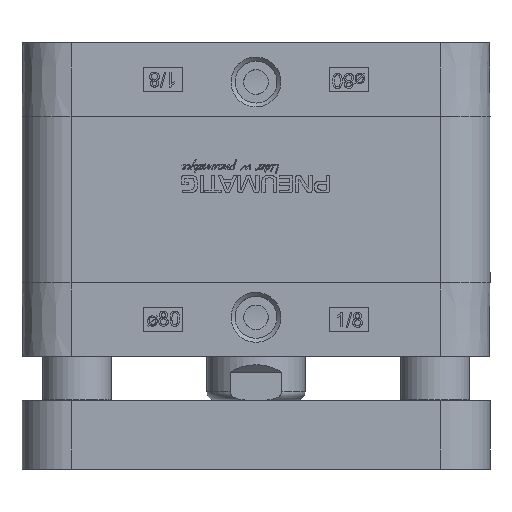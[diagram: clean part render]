
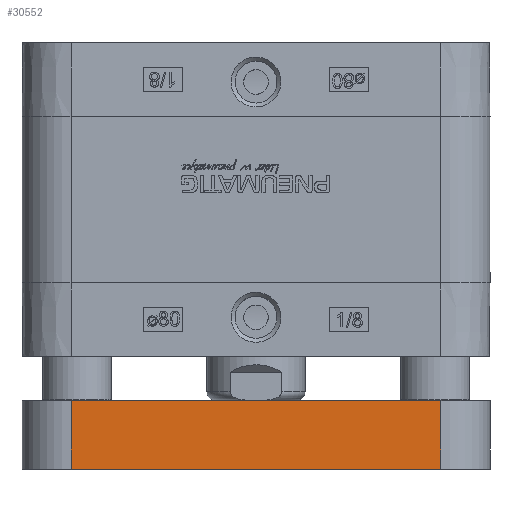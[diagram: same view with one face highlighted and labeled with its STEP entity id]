
A CAD part, left-side view. The second image highlights one B-rep face of the part: STEP entity #30552.
In plain terms, the highlighted planar face has unit normal (-1, 0, 0).
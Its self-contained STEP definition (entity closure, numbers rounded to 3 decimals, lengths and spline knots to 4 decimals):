
#1336=LINE($,#54819,#3663);
#1337=LINE($,#54822,#3664);
#1338=LINE($,#54824,#3665);
#1339=LINE($,#54825,#3666);
#3663=VECTOR($,#35146,1.4);
#3664=VECTOR($,#35149,7.55);
#3665=VECTOR($,#35150,7.55);
#3666=VECTOR($,#35151,1.4);
#7339=PLANE($,#31820);
#9212=FACE_OUTER_BOUND($,#11011,.T.);
#11011=EDGE_LOOP($,(#25638,#25639,#25640,#25641));
#14411=VERTEX_POINT($,#54812);
#14414=VERTEX_POINT($,#54817);
#14415=VERTEX_POINT($,#54821);
#14416=VERTEX_POINT($,#54823);
#18398=EDGE_CURVE($,#14414,#14411,#1336,.T.);
#18399=EDGE_CURVE($,#14415,#14411,#1337,.T.);
#18400=EDGE_CURVE($,#14416,#14414,#1338,.T.);
#18401=EDGE_CURVE($,#14416,#14415,#1339,.T.);
#25638=ORIENTED_EDGE($,*,*,#18399,.T.);
#25639=ORIENTED_EDGE($,*,*,#18398,.F.);
#25640=ORIENTED_EDGE($,*,*,#18400,.F.);
#25641=ORIENTED_EDGE($,*,*,#18401,.T.);
#30552=ADVANCED_FACE($,(#9212),#7339,.T.);
#31820=AXIS2_PLACEMENT_3D($,#54820,#35147,#35148);
#35146=DIRECTION($,(0.,0.,-1.));
#35147=DIRECTION('center_axis',(-1.,0.,0.));
#35148=DIRECTION('ref_axis',(0.,0.,1.));
#35149=DIRECTION($,(0.,-1.,0.));
#35150=DIRECTION($,(0.,-1.,0.));
#35151=DIRECTION($,(0.,0.,-1.));
#54812=CARTESIAN_POINT('',(-4.775,-3.775,-7.));
#54817=CARTESIAN_POINT('',(-4.775,-3.775,-5.6));
#54819=CARTESIAN_POINT($,(-4.775,-3.775,-5.6));
#54820=CARTESIAN_POINT('Origin',(-4.775,3.775,-5.6));
#54821=CARTESIAN_POINT('',(-4.775,3.775,-7.));
#54822=CARTESIAN_POINT($,(-4.775,3.775,-7.));
#54823=CARTESIAN_POINT('',(-4.775,3.775,-5.6));
#54824=CARTESIAN_POINT($,(-4.775,3.775,-5.6));
#54825=CARTESIAN_POINT($,(-4.775,3.775,-5.6));
